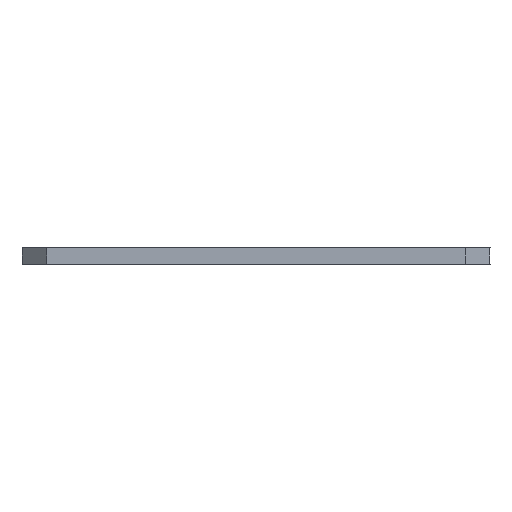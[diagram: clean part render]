
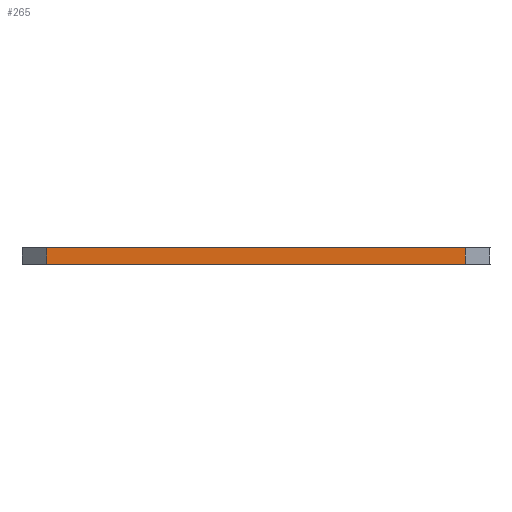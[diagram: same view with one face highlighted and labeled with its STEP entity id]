
A CAD part, left-side view. The second image highlights one B-rep face of the part: STEP entity #265.
In plain terms, the highlighted planar face has unit normal (-1, 0, 0).
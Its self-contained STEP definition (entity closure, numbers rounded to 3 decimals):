
#207 = EDGE_CURVE('',#208,#210,#212,.T.);
#208 = VERTEX_POINT('',#209);
#209 = CARTESIAN_POINT('',(130.,-98.,0.));
#210 = VERTEX_POINT('',#211);
#211 = CARTESIAN_POINT('',(130.,-98.,-1.));
#212 = LINE('',#213,#214);
#213 = CARTESIAN_POINT('',(130.,-98.,0.));
#214 = VECTOR('',#215,1.);
#215 = DIRECTION('',(0.,0.,-1.));
#265 = ADVANCED_FACE('',(#266),#291,.T.);
#266 = FACE_BOUND('',#267,.T.);
#267 = EDGE_LOOP('',(#268,#278,#284,#285));
#268 = ORIENTED_EDGE('',*,*,#269,.T.);
#269 = EDGE_CURVE('',#270,#272,#274,.T.);
#270 = VERTEX_POINT('',#271);
#271 = CARTESIAN_POINT('',(130.,-72.,0.));
#272 = VERTEX_POINT('',#273);
#273 = CARTESIAN_POINT('',(130.,-72.,-1.));
#274 = LINE('',#275,#276);
#275 = CARTESIAN_POINT('',(130.,-72.,0.));
#276 = VECTOR('',#277,1.);
#277 = DIRECTION('',(0.,0.,-1.));
#278 = ORIENTED_EDGE('',*,*,#279,.T.);
#279 = EDGE_CURVE('',#272,#210,#280,.T.);
#280 = LINE('',#281,#282);
#281 = CARTESIAN_POINT('',(130.,-72.,-1.));
#282 = VECTOR('',#283,1.);
#283 = DIRECTION('',(0.,-1.,0.));
#284 = ORIENTED_EDGE('',*,*,#207,.F.);
#285 = ORIENTED_EDGE('',*,*,#286,.F.);
#286 = EDGE_CURVE('',#270,#208,#287,.T.);
#287 = LINE('',#288,#289);
#288 = CARTESIAN_POINT('',(130.,-72.,0.));
#289 = VECTOR('',#290,1.);
#290 = DIRECTION('',(0.,-1.,0.));
#291 = PLANE('',#292);
#292 = AXIS2_PLACEMENT_3D('',#293,#294,#295);
#293 = CARTESIAN_POINT('',(130.,-72.,0.));
#294 = DIRECTION('',(-1.,-0.,-0.));
#295 = DIRECTION('',(0.,-1.,0.));
